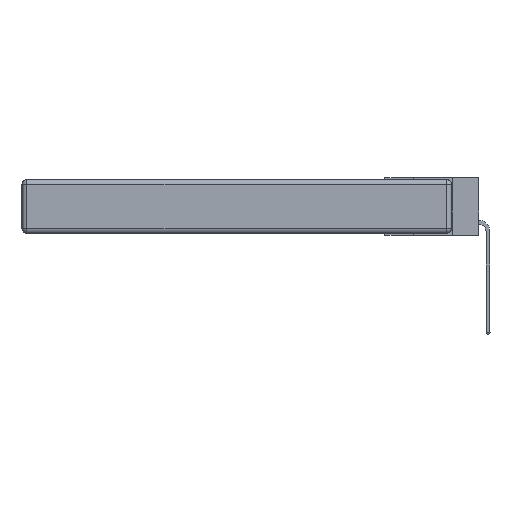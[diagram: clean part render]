
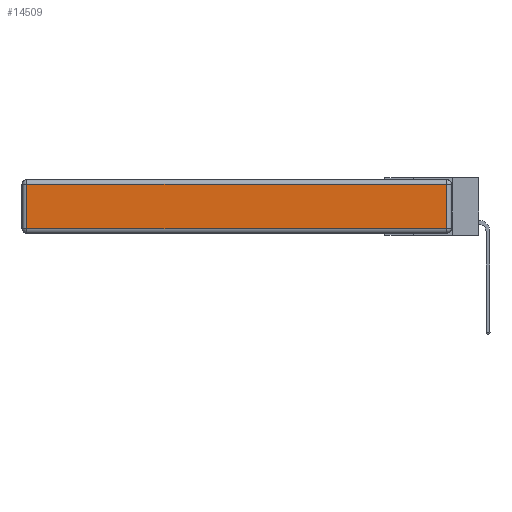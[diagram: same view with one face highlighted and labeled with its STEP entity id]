
A CAD part, left-side view. The second image highlights one B-rep face of the part: STEP entity #14509.
In plain terms, the highlighted planar face has unit normal (-1, 0, 0).
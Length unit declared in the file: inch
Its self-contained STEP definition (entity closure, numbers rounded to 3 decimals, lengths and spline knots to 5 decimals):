
#156 = EDGE_CURVE ( 'NONE', #12671, #14756, #14432, .T. ) ;
#1158 = LINE ( 'NONE', #13456, #5629 ) ;
#1253 = EDGE_LOOP ( 'NONE', ( #10264, #12991, #9644, #3368 ) ) ;
#1517 = PLANE ( 'NONE',  #9324 ) ;
#1544 = EDGE_CURVE ( 'NONE', #6579, #12671, #2440, .T. ) ;
#2440 = LINE ( 'NONE', #16220, #9484 ) ;
#2770 = CARTESIAN_POINT ( 'NONE',  ( 0., 2.72, -0.03 ) ) ;
#2801 = DIRECTION ( 'NONE',  ( 0., -1., 0. ) ) ;
#3368 = ORIENTED_EDGE ( 'NONE', *, *, #156, .T. ) ;
#4382 = EDGE_CURVE ( 'NONE', #14756, #12018, #17199, .T. ) ;
#4573 = CARTESIAN_POINT ( 'NONE',  ( 0., 2.72, -0.343 ) ) ;
#5629 = VECTOR ( 'NONE', #6573, 39.37008 ) ;
#5658 = CARTESIAN_POINT ( 'NONE',  ( 0., 0.03, -0.313 ) ) ;
#5917 = VECTOR ( 'NONE', #2801, 39.37008 ) ;
#6573 = DIRECTION ( 'NONE',  ( 0., 0., 1. ) ) ;
#6579 = VERTEX_POINT ( 'NONE', #9466 ) ;
#6749 = CARTESIAN_POINT ( 'NONE',  ( 0., 0., -0.313 ) ) ;
#6840 = CARTESIAN_POINT ( 'NONE',  ( 0., 0., -0.343 ) ) ;
#7574 = FACE_OUTER_BOUND ( 'NONE', #1253, .T. ) ;
#9274 = EDGE_CURVE ( 'NONE', #12018, #6579, #1158, .T. ) ;
#9324 = AXIS2_PLACEMENT_3D ( 'NONE', #6840, #15164, #14992 ) ;
#9466 = CARTESIAN_POINT ( 'NONE',  ( 0., 0.03, -0.03 ) ) ;
#9484 = VECTOR ( 'NONE', #16166, 39.37008 ) ;
#9644 = ORIENTED_EDGE ( 'NONE', *, *, #1544, .T. ) ;
#9899 = DIRECTION ( 'NONE',  ( 0., 0., -1. ) ) ;
#10264 = ORIENTED_EDGE ( 'NONE', *, *, #4382, .T. ) ;
#11651 = VECTOR ( 'NONE', #9899, 39.37008 ) ;
#12018 = VERTEX_POINT ( 'NONE', #5658 ) ;
#12671 = VERTEX_POINT ( 'NONE', #2770 ) ;
#12991 = ORIENTED_EDGE ( 'NONE', *, *, #9274, .T. ) ;
#13456 = CARTESIAN_POINT ( 'NONE',  ( 0., 0.03, -0.343 ) ) ;
#14194 = CARTESIAN_POINT ( 'NONE',  ( 0., 2.72, -0.313 ) ) ;
#14432 = LINE ( 'NONE', #4573, #11651 ) ;
#14509 = ADVANCED_FACE ( 'NONE', ( #7574 ), #1517, .T. ) ;
#14756 = VERTEX_POINT ( 'NONE', #14194 ) ;
#14992 = DIRECTION ( 'NONE',  ( 0., 0., 1. ) ) ;
#15164 = DIRECTION ( 'NONE',  ( -1., 0., 0. ) ) ;
#16166 = DIRECTION ( 'NONE',  ( 0., 1., 0. ) ) ;
#16220 = CARTESIAN_POINT ( 'NONE',  ( 0., 2.75, -0.03 ) ) ;
#17199 = LINE ( 'NONE', #6749, #5917 ) ;
